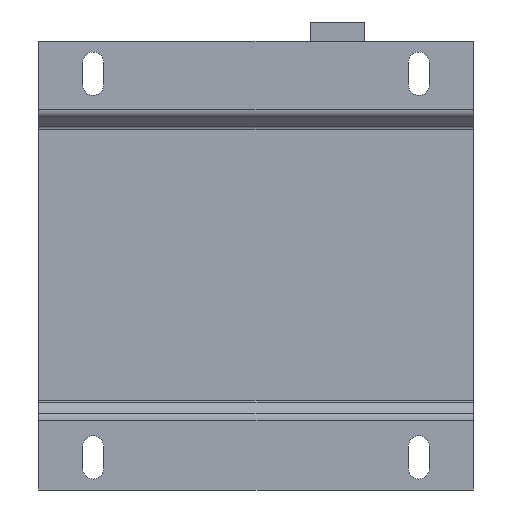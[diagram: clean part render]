
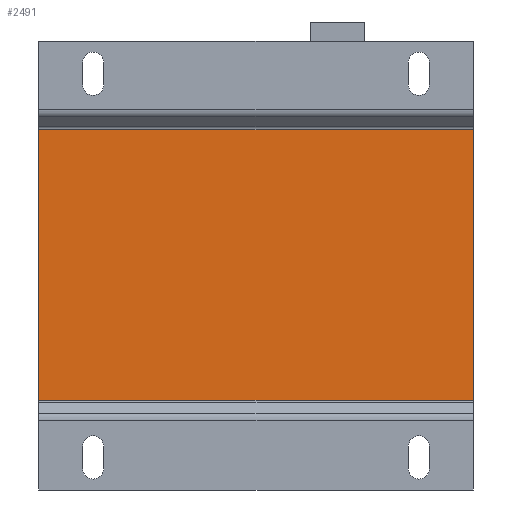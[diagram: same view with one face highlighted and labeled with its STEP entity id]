
A CAD part, front view. The second image highlights one B-rep face of the part: STEP entity #2491.
In plain terms, the highlighted planar face has unit normal (0, -1, 0).
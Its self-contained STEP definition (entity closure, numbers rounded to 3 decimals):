
#28 = DIRECTION ( 'NONE',  ( 0., 0., 1. ) ) ;
#144 = LINE ( 'NONE', #5994, #5693 ) ;
#585 = VERTEX_POINT ( 'NONE', #1739 ) ;
#906 = LINE ( 'NONE', #5028, #1333 ) ;
#1333 = VECTOR ( 'NONE', #5621, 1000. ) ;
#1385 = EDGE_CURVE ( 'Defeature ausgef�hrt1_81+Defeature ausgef�hrt1_80+Defeature ausgef�hrt1_75+Defeature ausgef�hrt1_62', #2410, #585, #3240, .T. ) ;
#1739 = CARTESIAN_POINT ( 'NONE',  ( 60., -51.5, -37.234 ) ) ;
#2410 = VERTEX_POINT ( 'NONE', #3998 ) ;
#2491 = ADVANCED_FACE ( 'Defeature ausgef�hrt1_80', ( #5579 ), #3283, .F. ) ;
#2711 = EDGE_LOOP ( 'NONE', ( #5735, #2727, #4000, #5820 ) ) ;
#2727 = ORIENTED_EDGE ( 'NONE', *, *, #1385, .F. ) ;
#3240 = LINE ( 'NONE', #3489, #6025 ) ;
#3251 = EDGE_CURVE ( 'Defeature ausgef�hrt1_83+Defeature ausgef�hrt1_80+Defeature ausgef�hrt1_61+Defeature ausgef�hrt1_74', #6842, #4673, #144, .T. ) ;
#3283 = PLANE ( 'NONE',  #4827 ) ;
#3322 = EDGE_CURVE ( 'Defeature ausgef�hrt1_60+Defeature ausgef�hrt1_80+Defeature ausgef�hrt1_62+Defeature ausgef�hrt1_61', #585, #6842, #906, .T. ) ;
#3489 = CARTESIAN_POINT ( 'NONE',  ( 60., -51.5, -62. ) ) ;
#3670 = LINE ( 'NONE', #4562, #4972 ) ;
#3998 = CARTESIAN_POINT ( 'NONE',  ( 60., -51.5, 37.594 ) ) ;
#4000 = ORIENTED_EDGE ( 'NONE', *, *, #6546, .T. ) ;
#4407 = DIRECTION ( 'NONE',  ( 0., 1., 0. ) ) ;
#4562 = CARTESIAN_POINT ( 'NONE',  ( 0., -51.5, 37.594 ) ) ;
#4673 = VERTEX_POINT ( 'NONE', #7013 ) ;
#4827 = AXIS2_PLACEMENT_3D ( 'NONE', #6640, #4407, #28 ) ;
#4972 = VECTOR ( 'NONE', #5147, 1000. ) ;
#5028 = CARTESIAN_POINT ( 'NONE',  ( 0., -51.5, -37.234 ) ) ;
#5147 = DIRECTION ( 'NONE',  ( -1., 0., 0. ) ) ;
#5356 = CARTESIAN_POINT ( 'NONE',  ( -60., -51.5, -37.234 ) ) ;
#5487 = DIRECTION ( 'NONE',  ( 0., 0., 1. ) ) ;
#5579 = FACE_OUTER_BOUND ( 'NONE', #2711, .T. ) ;
#5621 = DIRECTION ( 'NONE',  ( -1., 0., 0. ) ) ;
#5693 = VECTOR ( 'NONE', #5487, 1000. ) ;
#5735 = ORIENTED_EDGE ( 'NONE', *, *, #3322, .F. ) ;
#5820 = ORIENTED_EDGE ( 'NONE', *, *, #3251, .F. ) ;
#5994 = CARTESIAN_POINT ( 'NONE',  ( -60., -51.5, -62. ) ) ;
#6025 = VECTOR ( 'NONE', #6856, 1000. ) ;
#6546 = EDGE_CURVE ( 'Defeature ausgef�hrt1_80+Defeature ausgef�hrt1_73+Defeature ausgef�hrt1_81+Defeature ausgef�hrt1_83', #2410, #4673, #3670, .T. ) ;
#6640 = CARTESIAN_POINT ( 'NONE',  ( 0., -51.5, 0. ) ) ;
#6842 = VERTEX_POINT ( 'NONE', #5356 ) ;
#6856 = DIRECTION ( 'NONE',  ( 0., 0., -1. ) ) ;
#7013 = CARTESIAN_POINT ( 'NONE',  ( -60., -51.5, 37.594 ) ) ;
